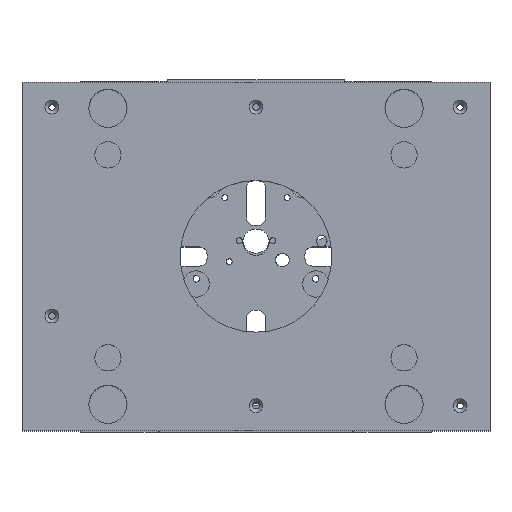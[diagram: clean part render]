
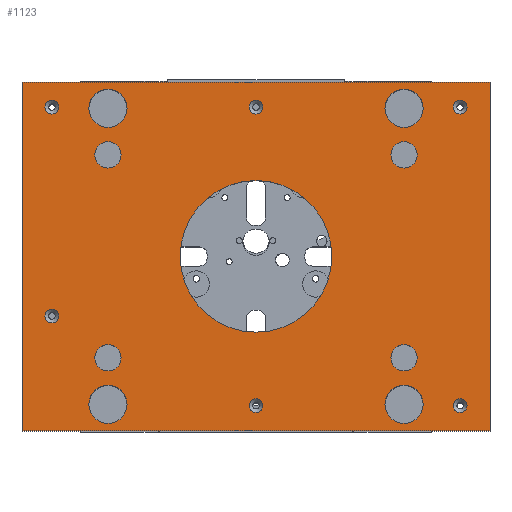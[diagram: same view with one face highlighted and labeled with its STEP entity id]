
A CAD part, top view. The second image highlights one B-rep face of the part: STEP entity #1123.
In plain terms, the highlighted planar face has unit normal (0, 0, 1).
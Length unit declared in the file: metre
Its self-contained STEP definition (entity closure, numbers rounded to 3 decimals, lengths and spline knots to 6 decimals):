
#1123=ADVANCED_FACE('',(#2585,#2586,#2587,#2588,#2589,#2590,#2591,#2592,#2593,#2594,#2595,#2596,#2597,#2598,#2599,#2600),#2601,.T.);
#2585=FACE_BOUND('',#4458,.T.);
#2586=FACE_BOUND('',#4459,.T.);
#2587=FACE_BOUND('',#4460,.T.);
#2588=FACE_BOUND('',#4461,.T.);
#2589=FACE_BOUND('',#4462,.T.);
#2590=FACE_BOUND('',#4463,.T.);
#2591=FACE_BOUND('',#4464,.T.);
#2592=FACE_BOUND('',#4465,.T.);
#2593=FACE_BOUND('',#4466,.T.);
#2594=FACE_BOUND('',#4467,.T.);
#2595=FACE_BOUND('',#4468,.T.);
#2596=FACE_BOUND('',#4469,.T.);
#2597=FACE_BOUND('',#4470,.T.);
#2598=FACE_BOUND('',#4471,.T.);
#2599=FACE_BOUND('',#4472,.T.);
#2600=FACE_OUTER_BOUND('',#4473,.T.);
#2601=PLANE('',#4474);
#4458=EDGE_LOOP('',(#7234));
#4459=EDGE_LOOP('',(#7235));
#4460=EDGE_LOOP('',(#7236));
#4461=EDGE_LOOP('',(#7237));
#4462=EDGE_LOOP('',(#7238));
#4463=EDGE_LOOP('',(#7239));
#4464=EDGE_LOOP('',(#7240));
#4465=EDGE_LOOP('',(#7241));
#4466=EDGE_LOOP('',(#7242));
#4467=EDGE_LOOP('',(#7243));
#4468=EDGE_LOOP('',(#7244));
#4469=EDGE_LOOP('',(#7245));
#4470=EDGE_LOOP('',(#7246));
#4471=EDGE_LOOP('',(#7247));
#4472=EDGE_LOOP('',(#7248));
#4473=EDGE_LOOP('',(#7249,#7250,#7251,#7252));
#4474=AXIS2_PLACEMENT_3D('',#7253,#7254,#7255);
#7234=ORIENTED_EDGE('',*,*,#9508,.F.);
#7235=ORIENTED_EDGE('',*,*,#9509,.F.);
#7236=ORIENTED_EDGE('',*,*,#9510,.F.);
#7237=ORIENTED_EDGE('',*,*,#9511,.F.);
#7238=ORIENTED_EDGE('',*,*,#9512,.F.);
#7239=ORIENTED_EDGE('',*,*,#9513,.F.);
#7240=ORIENTED_EDGE('',*,*,#9514,.F.);
#7241=ORIENTED_EDGE('',*,*,#9515,.T.);
#7242=ORIENTED_EDGE('',*,*,#9516,.T.);
#7243=ORIENTED_EDGE('',*,*,#9517,.T.);
#7244=ORIENTED_EDGE('',*,*,#9518,.T.);
#7245=ORIENTED_EDGE('',*,*,#9519,.T.);
#7246=ORIENTED_EDGE('',*,*,#9520,.T.);
#7247=ORIENTED_EDGE('',*,*,#9521,.T.);
#7248=ORIENTED_EDGE('',*,*,#9522,.T.);
#7249=ORIENTED_EDGE('',*,*,#9523,.F.);
#7250=ORIENTED_EDGE('',*,*,#9524,.F.);
#7251=ORIENTED_EDGE('',*,*,#9525,.F.);
#7252=ORIENTED_EDGE('',*,*,#9526,.F.);
#7253=CARTESIAN_POINT('',(0.0,0.0,0.131));
#7254=DIRECTION('',(0.0,0.0,1.0));
#7255=DIRECTION('',(1.0,0.0,-0.0));
#9508=EDGE_CURVE('',#11255,#11255,#11256,.T.);
#9509=EDGE_CURVE('',#11257,#11257,#11258,.T.);
#9510=EDGE_CURVE('',#11259,#11259,#11260,.T.);
#9511=EDGE_CURVE('',#11261,#11261,#11262,.T.);
#9512=EDGE_CURVE('',#11263,#11263,#11264,.T.);
#9513=EDGE_CURVE('',#11265,#11265,#11266,.T.);
#9514=EDGE_CURVE('',#11267,#11267,#11268,.T.);
#9515=EDGE_CURVE('',#11269,#11269,#11270,.F.);
#9516=EDGE_CURVE('',#11271,#11271,#11272,.F.);
#9517=EDGE_CURVE('',#11273,#11273,#11274,.F.);
#9518=EDGE_CURVE('',#11275,#11275,#11276,.F.);
#9519=EDGE_CURVE('',#11277,#11277,#11278,.F.);
#9520=EDGE_CURVE('',#11279,#11279,#11280,.F.);
#9521=EDGE_CURVE('',#11281,#11281,#11282,.F.);
#9522=EDGE_CURVE('',#11283,#11283,#11284,.F.);
#9523=EDGE_CURVE('',#11285,#11286,#11287,.T.);
#9524=EDGE_CURVE('',#11288,#11285,#11289,.T.);
#9525=EDGE_CURVE('',#11290,#11288,#11291,.T.);
#9526=EDGE_CURVE('',#11286,#11290,#11292,.T.);
#11255=VERTEX_POINT('',#13574);
#11256=CIRCLE('',#13575,0.0058);
#11257=VERTEX_POINT('',#13576);
#11258=CIRCLE('',#13577,0.0058);
#11259=VERTEX_POINT('',#13578);
#11260=CIRCLE('',#13579,0.0058);
#11261=VERTEX_POINT('',#13580);
#11262=CIRCLE('',#13581,0.0058);
#11263=VERTEX_POINT('',#13582);
#11264=CIRCLE('',#13583,0.0058);
#11265=VERTEX_POINT('',#13584);
#11266=CIRCLE('',#13585,0.0058);
#11267=VERTEX_POINT('',#13586);
#11268=CIRCLE('',#13587,0.0635);
#11269=VERTEX_POINT('',#13588);
#11270=CIRCLE('',#13589,0.011);
#11271=VERTEX_POINT('',#13590);
#11272=CIRCLE('',#13591,0.011);
#11273=VERTEX_POINT('',#13592);
#11274=CIRCLE('',#13593,0.016);
#11275=VERTEX_POINT('',#13594);
#11276=CIRCLE('',#13595,0.016);
#11277=VERTEX_POINT('',#13596);
#11278=CIRCLE('',#13597,0.011);
#11279=VERTEX_POINT('',#13598);
#11280=CIRCLE('',#13599,0.011);
#11281=VERTEX_POINT('',#13600);
#11282=CIRCLE('',#13601,0.016);
#11283=VERTEX_POINT('',#13602);
#11284=CIRCLE('',#13603,0.016);
#11285=VERTEX_POINT('',#13604);
#11286=VERTEX_POINT('',#13605);
#11287=LINE('',#13606,#13607);
#11288=VERTEX_POINT('',#13608);
#11289=LINE('',#13609,#13610);
#11290=VERTEX_POINT('',#13611);
#11291=LINE('',#13612,#13613);
#11292=LINE('',#13614,#13615);
#13574=CARTESIAN_POINT('',(-0.1652,-0.05,0.131));
#13575=AXIS2_PLACEMENT_3D('',#15672,#15673,#15674);
#13576=CARTESIAN_POINT('',(0.1768,0.125,0.131));
#13577=AXIS2_PLACEMENT_3D('',#15675,#15676,#15677);
#13578=CARTESIAN_POINT('',(0.1768,-0.125,0.131));
#13579=AXIS2_PLACEMENT_3D('',#15678,#15679,#15680);
#13580=CARTESIAN_POINT('',(0.0058,0.125,0.131));
#13581=AXIS2_PLACEMENT_3D('',#15681,#15682,#15683);
#13582=CARTESIAN_POINT('',(0.0058,-0.125,0.131));
#13583=AXIS2_PLACEMENT_3D('',#15684,#15685,#15686);
#13584=CARTESIAN_POINT('',(-0.1652,0.125,0.131));
#13585=AXIS2_PLACEMENT_3D('',#15687,#15688,#15689);
#13586=CARTESIAN_POINT('',(0.0635,0.0,0.131));
#13587=AXIS2_PLACEMENT_3D('',#15690,#15691,#15692);
#13588=CARTESIAN_POINT('',(0.135,-0.085,0.131));
#13589=AXIS2_PLACEMENT_3D('',#15693,#15694,#15695);
#13590=CARTESIAN_POINT('',(0.135,0.085,0.131));
#13591=AXIS2_PLACEMENT_3D('',#15696,#15697,#15698);
#13592=CARTESIAN_POINT('',(0.14,0.124,0.131));
#13593=AXIS2_PLACEMENT_3D('',#15699,#15700,#15701);
#13594=CARTESIAN_POINT('',(-0.108,0.124,0.131));
#13595=AXIS2_PLACEMENT_3D('',#15702,#15703,#15704);
#13596=CARTESIAN_POINT('',(-0.113,0.085,0.131));
#13597=AXIS2_PLACEMENT_3D('',#15705,#15706,#15707);
#13598=CARTESIAN_POINT('',(-0.113,-0.085,0.131));
#13599=AXIS2_PLACEMENT_3D('',#15708,#15709,#15710);
#13600=CARTESIAN_POINT('',(-0.108,-0.124,0.131));
#13601=AXIS2_PLACEMENT_3D('',#15711,#15712,#15713);
#13602=CARTESIAN_POINT('',(0.14,-0.124,0.131));
#13603=AXIS2_PLACEMENT_3D('',#15714,#15715,#15716);
#13604=CARTESIAN_POINT('',(0.196,-0.146,0.131));
#13605=CARTESIAN_POINT('',(-0.196,-0.146,0.131));
#13606=CARTESIAN_POINT('',(0.0,-0.146,0.131));
#13607=VECTOR('',#15717,1.0);
#13608=CARTESIAN_POINT('',(0.196,0.146,0.131));
#13609=CARTESIAN_POINT('',(0.196,0.0,0.131));
#13610=VECTOR('',#15718,1.0);
#13611=CARTESIAN_POINT('',(-0.196,0.146,0.131));
#13612=CARTESIAN_POINT('',(0.0,0.146,0.131));
#13613=VECTOR('',#15719,1.0);
#13614=CARTESIAN_POINT('',(-0.196,0.0,0.131));
#13615=VECTOR('',#15720,1.0);
#15672=CARTESIAN_POINT('',(-0.171,-0.05,0.131));
#15673=DIRECTION('',(0.0,0.0,1.0));
#15674=DIRECTION('',(1.0,0.0,-0.0));
#15675=CARTESIAN_POINT('',(0.171,0.125,0.131));
#15676=DIRECTION('',(0.0,0.0,1.0));
#15677=DIRECTION('',(1.0,0.0,-0.0));
#15678=CARTESIAN_POINT('',(0.171,-0.125,0.131));
#15679=DIRECTION('',(0.0,0.0,1.0));
#15680=DIRECTION('',(1.0,0.0,-0.0));
#15681=CARTESIAN_POINT('',(0.,0.125,0.131));
#15682=DIRECTION('',(0.0,0.0,1.0));
#15683=DIRECTION('',(1.0,0.0,-0.0));
#15684=CARTESIAN_POINT('',(0.,-0.125,0.131));
#15685=DIRECTION('',(0.0,0.0,1.0));
#15686=DIRECTION('',(1.0,0.0,-0.0));
#15687=CARTESIAN_POINT('',(-0.171,0.125,0.131));
#15688=DIRECTION('',(0.0,0.0,1.0));
#15689=DIRECTION('',(1.0,0.0,-0.0));
#15690=CARTESIAN_POINT('',(0.0,0.0,0.131));
#15691=DIRECTION('',(0.0,0.0,1.0));
#15692=DIRECTION('',(1.0,0.0,-0.0));
#15693=CARTESIAN_POINT('',(0.124,-0.085,0.131));
#15694=DIRECTION('',(0.0,0.0,1.0));
#15695=DIRECTION('',(1.0,0.0,-0.0));
#15696=CARTESIAN_POINT('',(0.124,0.085,0.131));
#15697=DIRECTION('',(0.0,0.0,1.0));
#15698=DIRECTION('',(1.0,0.0,-0.0));
#15699=CARTESIAN_POINT('',(0.124,0.124,0.131));
#15700=DIRECTION('',(0.0,0.0,1.0));
#15701=DIRECTION('',(1.0,0.0,-0.0));
#15702=CARTESIAN_POINT('',(-0.124,0.124,0.131));
#15703=DIRECTION('',(0.0,0.0,1.0));
#15704=DIRECTION('',(1.0,0.0,-0.0));
#15705=CARTESIAN_POINT('',(-0.124,0.085,0.131));
#15706=DIRECTION('',(0.0,0.0,1.0));
#15707=DIRECTION('',(1.0,0.0,-0.0));
#15708=CARTESIAN_POINT('',(-0.124,-0.085,0.131));
#15709=DIRECTION('',(0.0,0.0,1.0));
#15710=DIRECTION('',(1.0,0.0,-0.0));
#15711=CARTESIAN_POINT('',(-0.124,-0.124,0.131));
#15712=DIRECTION('',(0.0,0.0,1.0));
#15713=DIRECTION('',(1.0,0.0,-0.0));
#15714=CARTESIAN_POINT('',(0.124,-0.124,0.131));
#15715=DIRECTION('',(0.0,0.0,1.0));
#15716=DIRECTION('',(1.0,0.0,-0.0));
#15717=DIRECTION('',(-1.0,-0.0,-0.0));
#15718=DIRECTION('',(-0.0,-1.0,-0.0));
#15719=DIRECTION('',(1.0,0.0,0.0));
#15720=DIRECTION('',(0.0,1.0,0.0));
